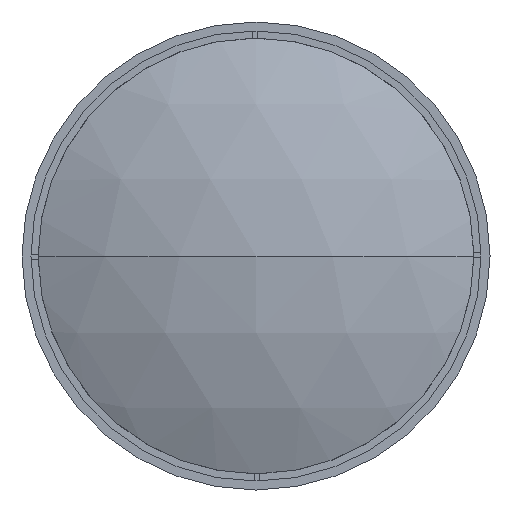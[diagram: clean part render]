
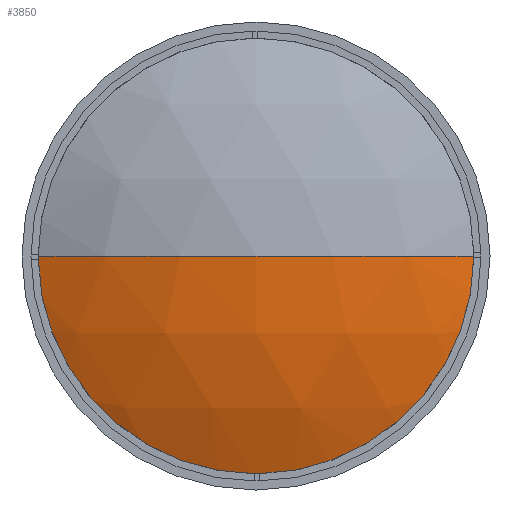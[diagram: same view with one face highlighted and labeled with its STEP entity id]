
A CAD part, left-side view. The second image highlights one B-rep face of the part: STEP entity #3850.
In plain terms, the highlighted spherical face has radius 144.52 mm.
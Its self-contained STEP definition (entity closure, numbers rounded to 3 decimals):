
#285 = DIRECTION ( 'NONE',  ( 0., 0., -1. ) ) ;
#333 = AXIS2_PLACEMENT_3D ( 'NONE', #10375, #2373, #11716 ) ;
#447 = DIRECTION ( 'NONE',  ( 0., 1., 0. ) ) ;
#709 = CIRCLE ( 'NONE', #16795, 62. ) ;
#1000 = CARTESIAN_POINT ( 'NONE',  ( 13.975, -62., 0. ) ) ;
#1189 = EDGE_CURVE ( 'NONE', #1648, #9103, #709, .T. ) ;
#1548 = CARTESIAN_POINT ( 'NONE',  ( 144.52, 0., 0. ) ) ;
#1648 = VERTEX_POINT ( 'NONE', #8840 ) ;
#1803 = AXIS2_PLACEMENT_3D ( 'NONE', #16477, #8416, #447 ) ;
#1902 = CIRCLE ( 'NONE', #1803, 144.52 ) ;
#2373 = DIRECTION ( 'NONE',  ( 0., 0., 1. ) ) ;
#2775 = FACE_OUTER_BOUND ( 'NONE', #15998, .T. ) ;
#3232 = ORIENTED_EDGE ( 'NONE', *, *, #14518, .T. ) ;
#3850 = ADVANCED_FACE ( 'NONE', ( #2775 ), #13056, .T. ) ;
#4462 = CARTESIAN_POINT ( 'NONE',  ( 13.975, 0., 0. ) ) ;
#4553 = ORIENTED_EDGE ( 'NONE', *, *, #5021, .F. ) ;
#4827 = ORIENTED_EDGE ( 'NONE', *, *, #1189, .T. ) ;
#5021 = EDGE_CURVE ( 'NONE', #1648, #6886, #13658, .T. ) ;
#5170 = DIRECTION ( 'NONE',  ( -1., 0., 0. ) ) ;
#5343 = DIRECTION ( 'NONE',  ( 0., 0., 1. ) ) ;
#6886 = VERTEX_POINT ( 'NONE', #16013 ) ;
#8416 = DIRECTION ( 'NONE',  ( 0., 0., -1. ) ) ;
#8840 = CARTESIAN_POINT ( 'NONE',  ( 13.975, 62., 0. ) ) ;
#9103 = VERTEX_POINT ( 'NONE', #1000 ) ;
#9345 = AXIS2_PLACEMENT_3D ( 'NONE', #1548, #285, #9591 ) ;
#9591 = DIRECTION ( 'NONE',  ( 0., 1., 0. ) ) ;
#10375 = CARTESIAN_POINT ( 'NONE',  ( 144.52, 0., 0. ) ) ;
#11716 = DIRECTION ( 'NONE',  ( 1., 0., 0. ) ) ;
#13056 = SPHERICAL_SURFACE ( 'NONE', #9345, 144.52 ) ;
#13658 = CIRCLE ( 'NONE', #333, 144.52 ) ;
#14518 = EDGE_CURVE ( 'NONE', #9103, #6886, #1902, .T. ) ;
#15998 = EDGE_LOOP ( 'NONE', ( #4827, #3232, #4553 ) ) ;
#16013 = CARTESIAN_POINT ( 'NONE',  ( 0., 0., 0. ) ) ;
#16477 = CARTESIAN_POINT ( 'NONE',  ( 144.52, 0., 0. ) ) ;
#16795 = AXIS2_PLACEMENT_3D ( 'NONE', #4462, #5170, #5343 ) ;
